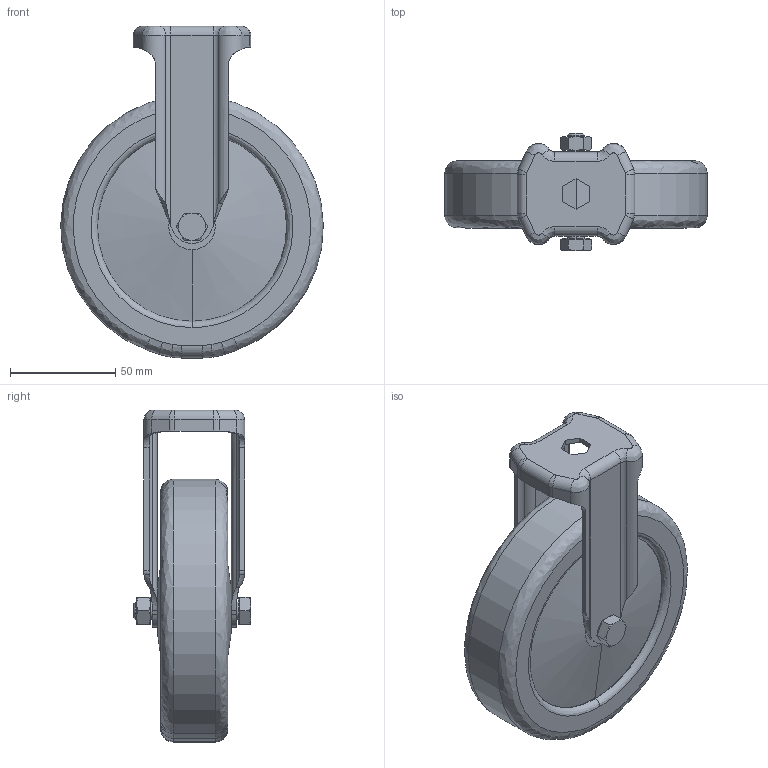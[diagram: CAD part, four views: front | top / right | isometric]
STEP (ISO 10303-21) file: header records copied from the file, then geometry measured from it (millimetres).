
FILE_DESCRIPTION (( 'STEP AP214' ), '1' );
FILE_NAME ('7420055', '2019-02-04T12:26:03', ( '' ), ('JUGARD+KÜNSTNER GmbH'), 'SwSTEP 2.0', 'SolidWorks 2017', '' );
FILE_SCHEMA (( 'AUTOMOTIVE_DESIGN' ));
Length unit declared in the file: millimetre
Products named in the file (1): 7420055_CNAJF00
Bounding box: 125 x 55.8 x 158 mm (x, y, z)
Volume: 396617 mm3; surface area: 56798.6 mm2
Topology: 1 solids, 1 shells, 220 faces, 501 edges, 288 vertices
Faces by surface type: bspline 68, cylinder 66, plane 62, cone 24
Entity records: 9012 total; most frequent: CARTESIAN_POINT 4016, ORIENTED_EDGE 1002, DIRECTION 830, EDGE_CURVE 501, AXIS2_PLACEMENT_3D 311, VERTEX_POINT 288, EDGE_LOOP 229, FACE_OUTER_BOUND 220
